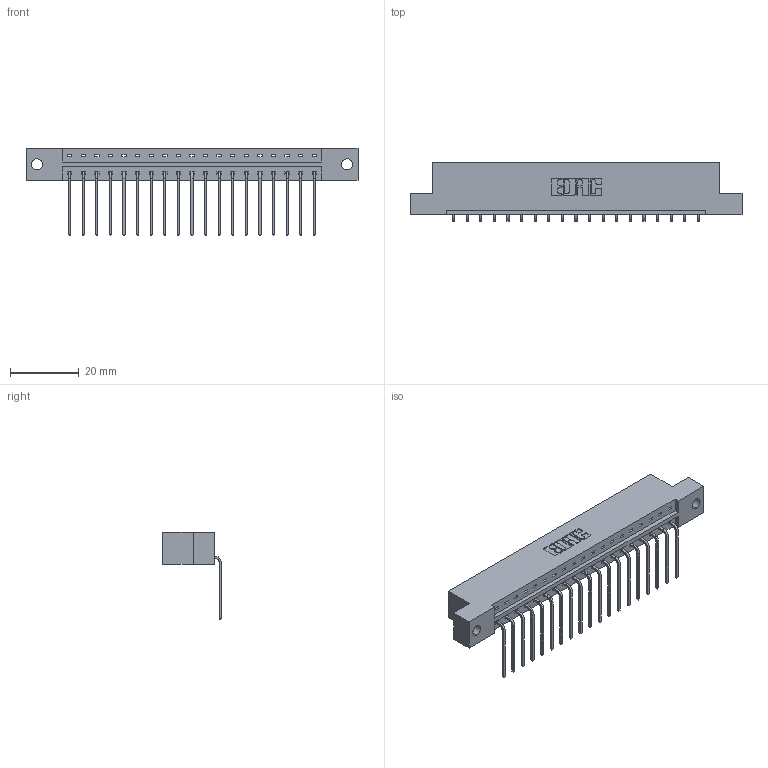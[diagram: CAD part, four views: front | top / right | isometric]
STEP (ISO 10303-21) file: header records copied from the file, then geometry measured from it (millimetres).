
FILE_DESCRIPTION (( 'STEP AP203' ), '1' );
FILE_NAME ('833-019-559-102.STEP', '2020-06-01T01:01:13', ( '' ), ( '' ), 'SwSTEP 2.0', 'SolidWorks 2020', '' );
FILE_SCHEMA (( 'CONFIG_CONTROL_DESIGN' ));
Length unit declared in the file: inch
Products named in the file (3): 833-019-559-102; 833 Part_Flush - .128 Dia; 345-292-001_558 559 Tail - 1
Assembly tree (20 placements, depth 2):
  833-019-559-102
    833 Part_Flush - .128 Dia
    345-292-001_558 559 Tail - 1  x19
Bounding box: 96.82 x 17.09 x 25.53 mm (x, y, z)
Volume: 9572.1 mm3; surface area: 10322.3 mm2
Topology: 20 solids, 20 shells, 1254 faces, 3769 edges, 2486 vertices
Faces by surface type: plane 906, cylinder 348
Entity records: 14677 total; most frequent: CARTESIAN_POINT 2543, ORIENTED_EDGE 2498, DIRECTION 2191, EDGE_CURVE 1249, VECTOR 1121, LINE 1121, VERTEX_POINT 830, AXIS2_PLACEMENT_3D 535
